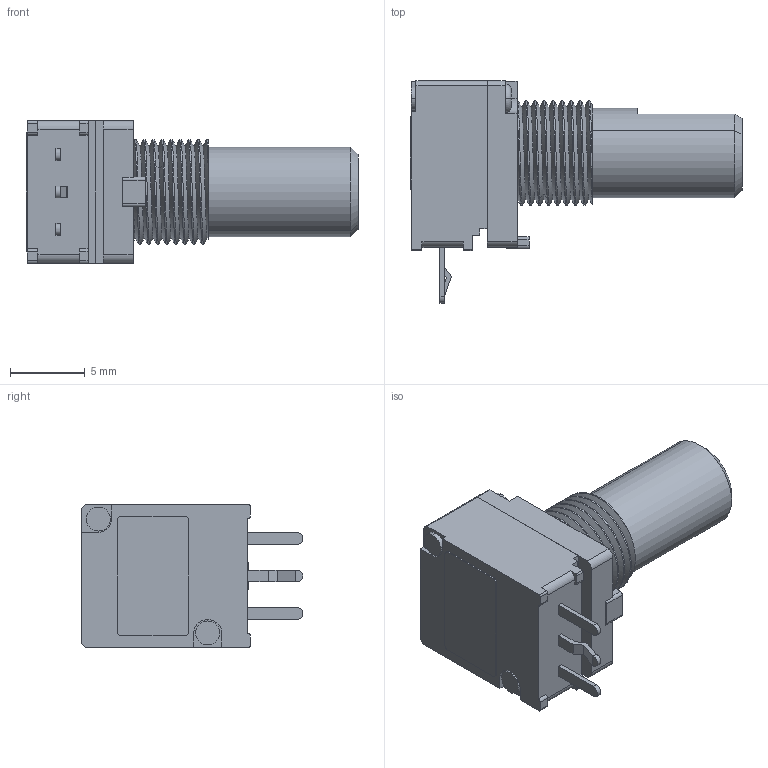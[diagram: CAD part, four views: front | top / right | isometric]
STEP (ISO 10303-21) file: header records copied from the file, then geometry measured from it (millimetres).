
FILE_DESCRIPTION (( 'STEP AP214' ), '1' );
FILE_NAME ('PTD901-1015F-B203.STEP', '2025-08-20T11:21:29', ( '' ), ( '' ), 'SwSTEP 2.0', 'SolidWorks 2024', '' );
FILE_SCHEMA (( 'AUTOMOTIVE_DESIGN' ));
Length unit declared in the file: millimetre
Products named in the file (1): PTD901-1015F-B203
Bounding box: 22.15 x 14.8 x 9.5 mm (x, y, z)
Volume: 1147.1 mm3; surface area: 1134.7 mm2
Topology: 2 solids, 4 shells, 162 faces, 425 edges, 279 vertices
Faces by surface type: plane 87, cylinder 57, torus 8, bspline 7, cone 3
Entity records: 8477 total; most frequent: CARTESIAN_POINT 2667, ORIENTED_EDGE 850, DIRECTION 802, EDGE_CURVE 425, VERTEX_POINT 279, AXIS2_PLACEMENT_3D 271, LINE 260, VECTOR 260
